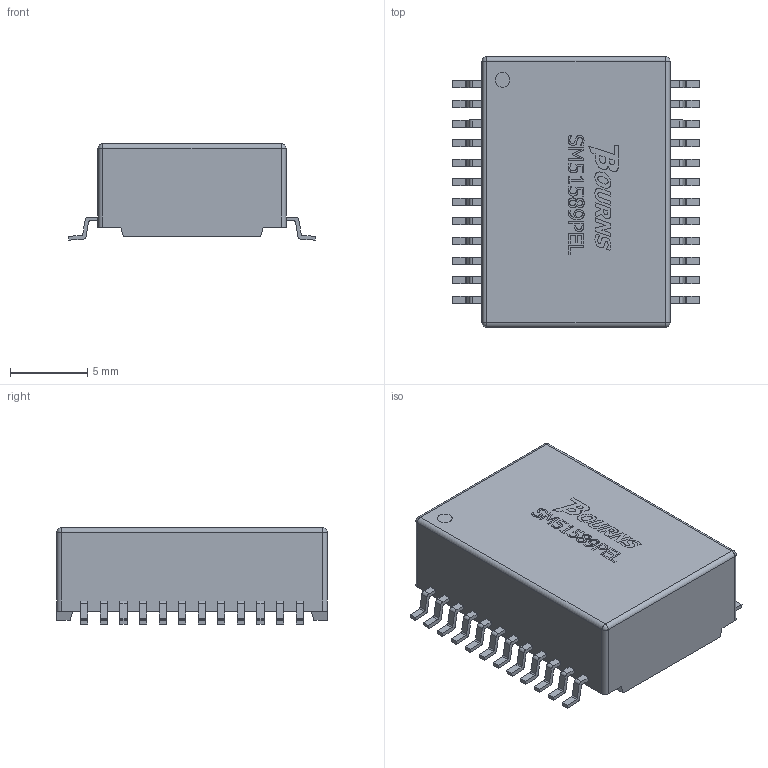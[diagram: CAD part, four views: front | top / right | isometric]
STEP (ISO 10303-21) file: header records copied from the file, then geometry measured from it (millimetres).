
FILE_DESCRIPTION(/* description */ (''),/* implementation_level */ '2;1');
FILE_NAME(/* name */ '1.stp',/* time_stamp */ '2019-05-25T15:28:43+02:00',/* author */ ('k'),/* organization */ (''),/* preprocessor_version */ 'ST-DEVELOPER v15.6',/* originating_system */ 'Autodesk Inventor 2015',/* authorisation */ '');
FILE_SCHEMA (('AUTOMOTIVE_DESIGN { 1 0 10303 214 3 1 1 }'));
Length unit declared in the file: millimetre
Products named in the file (4): 1; 2; 3
Bounding box: 16.03 x 17.55 x 6.25 mm (x, y, z)
Volume: 1176.4 mm3; surface area: 917.5 mm2
Topology: 42 solids, 42 shells, 655 faces, 1701 edges, 1130 vertices
Faces by surface type: plane 404, bspline 142, cylinder 105, sphere 4
Full cylindrical faces by diameter (mm): 0.957 x1
Entity records: 20729 total; most frequent: CARTESIAN_POINT 5338, ORIENTED_EDGE 3400, DIRECTION 2666, EDGE_CURVE 1700, LINE 1206, VECTOR 1206, VERTEX_POINT 1130, AXIS2_PLACEMENT_3D 730
